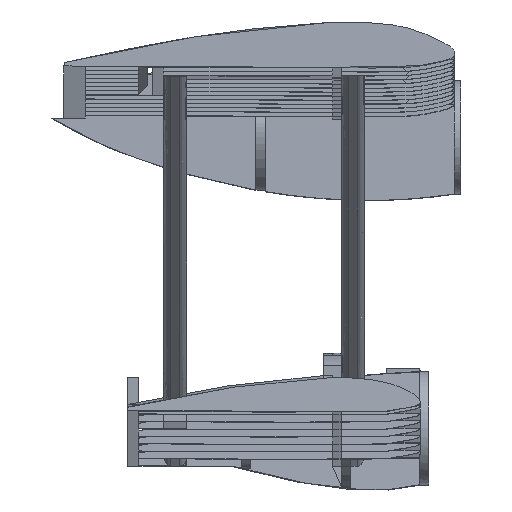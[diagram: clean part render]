
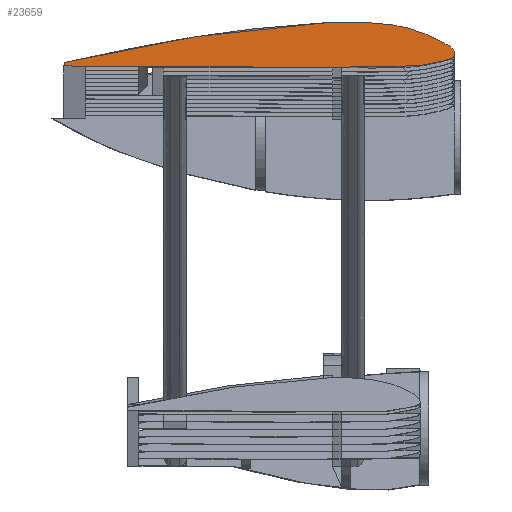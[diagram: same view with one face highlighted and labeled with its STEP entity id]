
A CAD part, left-side view. The second image highlights one B-rep face of the part: STEP entity #23659.
In plain terms, the highlighted free-form (B-spline) face has degree [1, 1] with [2, 2] control points.
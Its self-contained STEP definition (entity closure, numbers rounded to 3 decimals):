
#23319 = VERTEX_POINT('',#23320);
#23320 = CARTESIAN_POINT('',(-753.571,381.385,
    213.088));
#23325 = EDGE_CURVE('',#23326,#23319,#23328,.T.);
#23326 = VERTEX_POINT('',#23327);
#23327 = CARTESIAN_POINT('',(-753.57,377.146,
    213.119));
#23328 = B_SPLINE_CURVE_WITH_KNOTS('',1,(#23329,#23330),.UNSPECIFIED.,
  .F.,.F.,(2,2),(-4.,0.),.PIECEWISE_BEZIER_KNOTS.);
#23329 = CARTESIAN_POINT('',(-753.57,377.146,
    213.119));
#23330 = CARTESIAN_POINT('',(-753.571,381.385,
    213.088));
#23346 = EDGE_CURVE('',#23347,#23326,#23349,.T.);
#23347 = VERTEX_POINT('',#23348);
#23348 = CARTESIAN_POINT('',(-754.063,324.481,
    199.326));
#23349 = B_SPLINE_CURVE_WITH_KNOTS('',5,(#23350,#23351,#23352,#23353,
    #23354,#23355,#23356,#23357,#23358,#23359,#23360,#23361,#23362,
    #23363,#23364,#23365,#23366),.UNSPECIFIED.,.F.,.F.,(6,1,1,1,1,1,1,1,
    1,1,1,1,6),(0.024,0.033,0.067
    ,0.1,0.133,0.167,0.2,0.233,0.267
    ,0.3,0.333,0.367,0.386),.UNSPECIFIED.);
#23350 = CARTESIAN_POINT('',(-754.063,324.481,
    199.326));
#23351 = CARTESIAN_POINT('',(-754.06,324.521,
    199.419));
#23352 = CARTESIAN_POINT('',(-754.044,324.724,
    199.852));
#23353 = CARTESIAN_POINT('',(-754.012,325.26,
    200.735));
#23354 = CARTESIAN_POINT('',(-753.968,326.528,
    201.979));
#23355 = CARTESIAN_POINT('',(-753.915,329.115,
    203.451));
#23356 = CARTESIAN_POINT('',(-753.84,333.194,
    205.554));
#23357 = CARTESIAN_POINT('',(-753.762,338.117,
    207.732));
#23358 = CARTESIAN_POINT('',(-753.691,343.621,
    209.73));
#23359 = CARTESIAN_POINT('',(-753.637,349.476,
    211.238));
#23360 = CARTESIAN_POINT('',(-753.602,355.491,
    212.217));
#23361 = CARTESIAN_POINT('',(-753.583,361.534,
    212.751));
#23362 = CARTESIAN_POINT('',(-753.575,367.051,
    212.98));
#23363 = CARTESIAN_POINT('',(-753.571,371.351,
    213.073));
#23364 = CARTESIAN_POINT('',(-753.57,374.477,
    213.11));
#23365 = CARTESIAN_POINT('',(-753.57,376.419,
    213.118));
#23366 = CARTESIAN_POINT('',(-753.57,377.146,
    213.119));
#23426 = EDGE_CURVE('',#23427,#23347,#23429,.T.);
#23427 = VERTEX_POINT('',#23428);
#23428 = CARTESIAN_POINT('',(-754.12,324.517,
    197.738));
#23429 = B_SPLINE_CURVE_WITH_KNOTS('',1,(#23430,#23431),.UNSPECIFIED.,
  .F.,.F.,(2,2),(-1.5,0.),.PIECEWISE_BEZIER_KNOTS.);
#23430 = CARTESIAN_POINT('',(-754.12,324.517,
    197.738));
#23431 = CARTESIAN_POINT('',(-754.063,324.481,
    199.326));
#23468 = EDGE_CURVE('',#23469,#23427,#23471,.T.);
#23469 = VERTEX_POINT('',#23470);
#23470 = CARTESIAN_POINT('',(-754.308,496.925,
    192.473));
#23471 = B_SPLINE_CURVE_WITH_KNOTS('',5,(#23472,#23473,#23474,#23475,
    #23476,#23477,#23478,#23479,#23480,#23481,#23482,#23483,#23484,
    #23485,#23486,#23487,#23488,#23489,#23490,#23491,#23492,#23493,
    #23494,#23495,#23496,#23497,#23498,#23499,#23500),.UNSPECIFIED.,.F.,
  .F.,(6,1,1,1,1,1,1,1,1,1,1,1,1,1,1,1,1,1,1,1,1,1,1,1,6),(
    0.051,0.08,0.12,0.16,0.2,0.24,0.28,0.32,0.36,0.4,0.44
    ,0.48,0.52,0.56,0.6,0.64,0.68,0.72,0.76,0.8,0.84,0.88,0.92,0.96,
    0.983),.UNSPECIFIED.);
#23472 = CARTESIAN_POINT('',(-754.308,496.925,
    192.473));
#23473 = CARTESIAN_POINT('',(-754.309,495.125,
    192.451));
#23474 = CARTESIAN_POINT('',(-754.31,490.859,
    192.403));
#23475 = CARTESIAN_POINT('',(-754.313,484.16,
    192.337));
#23476 = CARTESIAN_POINT('',(-754.315,475.088,
    192.267));
#23477 = CARTESIAN_POINT('',(-754.317,463.745,
    192.208));
#23478 = CARTESIAN_POINT('',(-754.319,451.959,
    192.169));
#23479 = CARTESIAN_POINT('',(-754.32,440.421,
    192.145));
#23480 = CARTESIAN_POINT('',(-754.32,429.175,
    192.125));
#23481 = CARTESIAN_POINT('',(-754.321,418.272,
    192.102));
#23482 = CARTESIAN_POINT('',(-754.322,407.772,
    192.069));
#23483 = CARTESIAN_POINT('',(-754.324,397.741,
    192.023));
#23484 = CARTESIAN_POINT('',(-754.326,388.255,
    191.966));
#23485 = CARTESIAN_POINT('',(-754.328,379.398,
    191.904));
#23486 = CARTESIAN_POINT('',(-754.33,371.252,
    191.848));
#23487 = CARTESIAN_POINT('',(-754.331,363.891,
    191.815));
#23488 = CARTESIAN_POINT('',(-754.331,357.363,
    191.826));
#23489 = CARTESIAN_POINT('',(-754.328,351.69,
    191.906));
#23490 = CARTESIAN_POINT('',(-754.322,346.832,
    192.086));
#23491 = CARTESIAN_POINT('',(-754.311,342.728,
    192.401));
#23492 = CARTESIAN_POINT('',(-754.293,339.103,
    192.88));
#23493 = CARTESIAN_POINT('',(-754.27,335.636,
    193.525));
#23494 = CARTESIAN_POINT('',(-754.243,332.159,
    194.291));
#23495 = CARTESIAN_POINT('',(-754.215,328.922,
    195.071));
#23496 = CARTESIAN_POINT('',(-754.192,326.645,
    195.704));
#23497 = CARTESIAN_POINT('',(-754.169,325.47,
    196.345));
#23498 = CARTESIAN_POINT('',(-754.145,324.873,
    197.034));
#23499 = CARTESIAN_POINT('',(-754.127,324.603,
    197.541));
#23500 = CARTESIAN_POINT('',(-754.12,324.517,
    197.738));
#23572 = VERTEX_POINT('',#23573);
#23573 = CARTESIAN_POINT('',(-754.246,506.731,
    194.202));
#23578 = EDGE_CURVE('',#23319,#23572,#23579,.T.);
#23579 = B_SPLINE_CURVE_WITH_KNOTS('',5,(#23580,#23581,#23582,#23583,
    #23584,#23585,#23586,#23587,#23588,#23589,#23590,#23591,#23592,
    #23593,#23594,#23595,#23596,#23597,#23598,#23599,#23600,#23601),
  .UNSPECIFIED.,.F.,.F.,(6,1,1,1,1,1,1,1,1,1,1,1,1,1,1,1,1,6),(
    0.409,0.433,0.467,0.5,0.533,
    0.567,0.6,0.633,0.667,0.7,0.733,
    0.767,0.8,0.833,0.867,0.9,0.933,
    0.946),.UNSPECIFIED.);
#23580 = CARTESIAN_POINT('',(-753.571,381.385,
    213.088));
#23581 = CARTESIAN_POINT('',(-753.571,382.294,
    213.074));
#23582 = CARTESIAN_POINT('',(-753.573,384.482,
    213.029));
#23583 = CARTESIAN_POINT('',(-753.577,388.019,
    212.916));
#23584 = CARTESIAN_POINT('',(-753.586,393.058,
    212.662));
#23585 = CARTESIAN_POINT('',(-753.604,399.866,
    212.156));
#23586 = CARTESIAN_POINT('',(-753.63,407.576,
    211.417));
#23587 = CARTESIAN_POINT('',(-753.664,415.782,
    210.486));
#23588 = CARTESIAN_POINT('',(-753.703,424.442,
    209.383));
#23589 = CARTESIAN_POINT('',(-753.748,433.482,
    208.122));
#23590 = CARTESIAN_POINT('',(-753.799,442.798,
    206.715));
#23591 = CARTESIAN_POINT('',(-753.854,452.258,
    205.176));
#23592 = CARTESIAN_POINT('',(-753.913,461.698,
    203.522));
#23593 = CARTESIAN_POINT('',(-753.975,470.924,
    201.788));
#23594 = CARTESIAN_POINT('',(-754.038,479.717,
    200.024));
#23595 = CARTESIAN_POINT('',(-754.099,487.809,
    198.31));
#23596 = CARTESIAN_POINT('',(-754.155,494.942,
    196.74));
#23597 = CARTESIAN_POINT('',(-754.194,500.012,
    195.645));
#23598 = CARTESIAN_POINT('',(-754.219,503.238,
    194.963));
#23599 = CARTESIAN_POINT('',(-754.235,505.281,
    194.523));
#23600 = CARTESIAN_POINT('',(-754.244,506.415,
    194.273));
#23601 = CARTESIAN_POINT('',(-754.246,506.731,
    194.202));
#23659 = ADVANCED_FACE('',(#23660),#23679,.T.);
#23660 = FACE_BOUND('',#23661,.T.);
#23661 = EDGE_LOOP('',(#23662,#23663,#23664,#23665,#23666,#23667,#23674)
  );
#23662 = ORIENTED_EDGE('',*,*,#23468,.T.);
#23663 = ORIENTED_EDGE('',*,*,#23426,.T.);
#23664 = ORIENTED_EDGE('',*,*,#23346,.T.);
#23665 = ORIENTED_EDGE('',*,*,#23325,.T.);
#23666 = ORIENTED_EDGE('',*,*,#23578,.T.);
#23667 = ORIENTED_EDGE('',*,*,#23668,.T.);
#23668 = EDGE_CURVE('',#23572,#23669,#23671,.T.);
#23669 = VERTEX_POINT('',#23670);
#23670 = CARTESIAN_POINT('',(-754.303,506.754,
    192.614));
#23671 = B_SPLINE_CURVE_WITH_KNOTS('',1,(#23672,#23673),.UNSPECIFIED.,
  .F.,.F.,(2,2),(0.,1.5),.PIECEWISE_BEZIER_KNOTS.);
#23672 = CARTESIAN_POINT('',(-754.246,506.731,
    194.202));
#23673 = CARTESIAN_POINT('',(-754.303,506.754,
    192.614));
#23674 = ORIENTED_EDGE('',*,*,#23675,.T.);
#23675 = EDGE_CURVE('',#23669,#23469,#23676,.T.);
#23676 = B_SPLINE_CURVE_WITH_KNOTS('',1,(#23677,#23678),.UNSPECIFIED.,
  .F.,.F.,(2,2),(-0.,9.276),.PIECEWISE_BEZIER_KNOTS.);
#23677 = CARTESIAN_POINT('',(-754.303,506.754,
    192.614));
#23678 = CARTESIAN_POINT('',(-754.308,496.925,
    192.473));
#23679 = B_SPLINE_SURFACE_WITH_KNOTS('',1,1,(
    (#23680,#23681)
    ,(#23682,#23683
    )),.UNSPECIFIED.,.F.,.F.,.F.,(2,2),(2,2),(-86.001,
    86.001),(-10.058,10.058),
  .PIECEWISE_BEZIER_KNOTS.);
#23680 = CARTESIAN_POINT('',(-754.331,506.754,
    191.815));
#23681 = CARTESIAN_POINT('',(-753.57,506.754,
    213.119));
#23682 = CARTESIAN_POINT('',(-754.331,324.481,
    191.815));
#23683 = CARTESIAN_POINT('',(-753.57,324.481,
    213.119));
